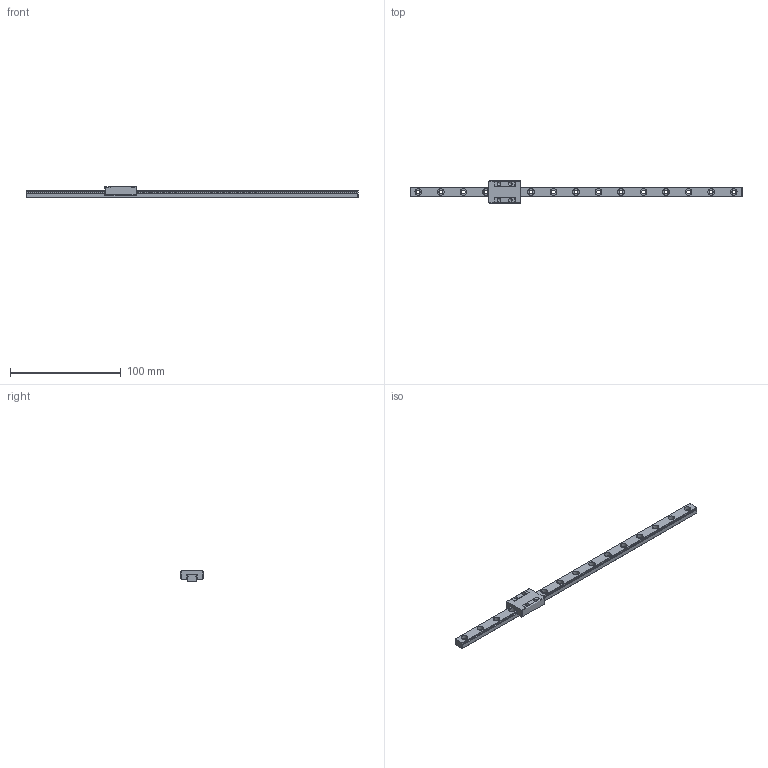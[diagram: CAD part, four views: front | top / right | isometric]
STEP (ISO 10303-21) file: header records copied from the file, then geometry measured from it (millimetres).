
FILE_DESCRIPTION(('FreeCAD Model'),'2;1');
FILE_NAME('makerbeam_linear_guideway.step','2019-03-13T22:15:11',( 'Felix Morgner'),(''),'Open CASCADE STEP processor 7.3','FreeCAD', 'Unknown');
FILE_SCHEMA(('AUTOMOTIVE_DESIGN { 1 0 10303 214 1 1 1 1 }'));
Length unit declared in the file: millimetre
Products named in the file (2): Rail; Slide
Bounding box: 300 x 20 x 10 mm (x, y, z)
Volume: 18489.8 mm3; surface area: 13516.9 mm2
Topology: 2 solids, 2 shells, 137 faces, 314 edges, 196 vertices
Faces by surface type: plane 99, cylinder 34, cone 4
Full cylindrical faces by diameter (mm): 3.3 x4, 3.5 x15, 6 x15
Entity records: 8898 total; most frequent: CARTESIAN_POINT 1366, DIRECTION 1257, LINE 798, VECTOR 798, ORIENTED_EDGE 620, PCURVE 620, DEFINITIONAL_REPRESENTATION 620, EDGE_CURVE 310
